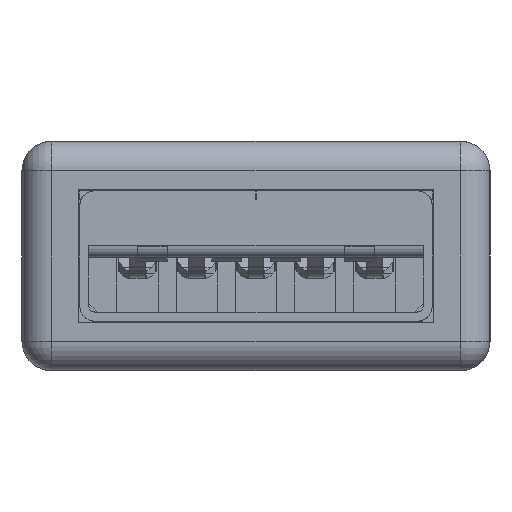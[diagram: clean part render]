
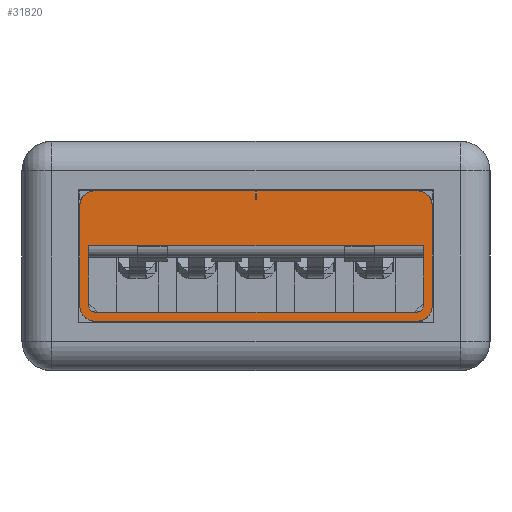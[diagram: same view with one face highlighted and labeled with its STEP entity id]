
A CAD part, left-side view. The second image highlights one B-rep face of the part: STEP entity #31820.
In plain terms, the highlighted planar face has unit normal (-1, 0, 0).
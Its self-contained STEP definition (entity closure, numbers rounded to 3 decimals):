
#727=PLANE('',#33339);
#2074=LINE('',#43544,#4538);
#2086=LINE('',#43570,#4550);
#2089=LINE('',#43578,#4553);
#2090=LINE('',#43584,#4554);
#2091=LINE('',#43586,#4555);
#2194=LINE('',#43914,#4658);
#2198=LINE('',#43922,#4662);
#2199=LINE('',#43924,#4663);
#2200=LINE('',#43928,#4664);
#2201=LINE('',#43932,#4665);
#2202=LINE('',#43936,#4666);
#2203=LINE('',#43940,#4667);
#4538=VECTOR('',#36704,1000.);
#4550=VECTOR('',#36722,1000.);
#4553=VECTOR('',#36731,1000.);
#4554=VECTOR('',#36738,1000.);
#4555=VECTOR('',#36741,1000.);
#4658=VECTOR('',#36996,1000.);
#4662=VECTOR('',#37004,1000.);
#4663=VECTOR('',#37007,1000.);
#4664=VECTOR('',#37010,1000.);
#4665=VECTOR('',#37013,1000.);
#4666=VECTOR('',#37016,1000.);
#4667=VECTOR('',#37019,1000.);
#8559=ORIENTED_EDGE('',*,*,#14190,.F.);
#8560=ORIENTED_EDGE('',*,*,#14189,.T.);
#8561=ORIENTED_EDGE('',*,*,#14186,.F.);
#8562=ORIENTED_EDGE('',*,*,#14184,.F.);
#8563=ORIENTED_EDGE('',*,*,#14182,.F.);
#8564=ORIENTED_EDGE('',*,*,#14172,.F.);
#8565=ORIENTED_EDGE('',*,*,#14326,.T.);
#8566=ORIENTED_EDGE('',*,*,#14169,.T.);
#8567=ORIENTED_EDGE('',*,*,#14330,.F.);
#8568=ORIENTED_EDGE('',*,*,#14331,.F.);
#8569=ORIENTED_EDGE('',*,*,#14332,.F.);
#8570=ORIENTED_EDGE('',*,*,#14333,.F.);
#8571=ORIENTED_EDGE('',*,*,#14334,.F.);
#8572=ORIENTED_EDGE('',*,*,#14335,.F.);
#8573=ORIENTED_EDGE('',*,*,#14336,.F.);
#8574=ORIENTED_EDGE('',*,*,#14337,.F.);
#8575=ORIENTED_EDGE('',*,*,#14338,.F.);
#8576=ORIENTED_EDGE('',*,*,#14339,.F.);
#14169=EDGE_CURVE('',#17266,#17265,#2074,.T.);
#14172=EDGE_CURVE('',#17267,#17268,#18974,.T.);
#14182=EDGE_CURVE('',#17268,#17277,#2086,.T.);
#14184=EDGE_CURVE('',#17277,#17278,#18975,.T.);
#14186=EDGE_CURVE('',#17278,#17279,#2089,.T.);
#14189=EDGE_CURVE('',#17280,#17279,#2090,.T.);
#14190=EDGE_CURVE('',#17280,#17267,#2091,.T.);
#14326=EDGE_CURVE('',#17372,#17266,#2194,.T.);
#14330=EDGE_CURVE('',#17374,#17265,#2198,.T.);
#14331=EDGE_CURVE('',#17375,#17374,#2199,.T.);
#14332=EDGE_CURVE('',#17376,#17375,#19007,.T.);
#14333=EDGE_CURVE('',#17377,#17376,#2200,.T.);
#14334=EDGE_CURVE('',#17378,#17377,#19008,.T.);
#14335=EDGE_CURVE('',#17379,#17378,#2201,.T.);
#14336=EDGE_CURVE('',#17380,#17379,#19009,.T.);
#14337=EDGE_CURVE('',#17381,#17380,#2202,.T.);
#14338=EDGE_CURVE('',#17382,#17381,#19010,.T.);
#14339=EDGE_CURVE('',#17372,#17382,#2203,.T.);
#17265=VERTEX_POINT('',#43543);
#17266=VERTEX_POINT('',#43545);
#17267=VERTEX_POINT('',#43549);
#17268=VERTEX_POINT('',#43551);
#17277=VERTEX_POINT('',#43571);
#17278=VERTEX_POINT('',#43575);
#17279=VERTEX_POINT('',#43579);
#17280=VERTEX_POINT('',#43583);
#17372=VERTEX_POINT('',#43912);
#17374=VERTEX_POINT('',#43921);
#17375=VERTEX_POINT('',#43925);
#17376=VERTEX_POINT('',#43927);
#17377=VERTEX_POINT('',#43929);
#17378=VERTEX_POINT('',#43931);
#17379=VERTEX_POINT('',#43933);
#17380=VERTEX_POINT('',#43935);
#17381=VERTEX_POINT('',#43937);
#17382=VERTEX_POINT('',#43939);
#18974=CIRCLE('',#33252,0.2);
#18975=CIRCLE('',#33255,0.2);
#19007=CIRCLE('',#33340,0.5);
#19008=CIRCLE('',#33341,0.5);
#19009=CIRCLE('',#33342,0.5);
#19010=CIRCLE('',#33343,0.5);
#19980=EDGE_LOOP('',(#8559,#8560,#8561,#8562,#8563,#8564));
#19981=EDGE_LOOP('',(#8565,#8566,#8567,#8568,#8569,#8570,#8571,#8572,#8573,
#8574,#8575,#8576));
#21346=FACE_BOUND('',#19980,.T.);
#21347=FACE_BOUND('',#19981,.T.);
#31820=ADVANCED_FACE('',(#21346,#21347),#727,.T.);
#33252=AXIS2_PLACEMENT_3D('',#43550,#36709,#36710);
#33255=AXIS2_PLACEMENT_3D('',#43574,#36726,#36727);
#33339=AXIS2_PLACEMENT_3D('',#43923,#37005,#37006);
#33340=AXIS2_PLACEMENT_3D('',#43926,#37008,#37009);
#33341=AXIS2_PLACEMENT_3D('',#43930,#37011,#37012);
#33342=AXIS2_PLACEMENT_3D('',#43934,#37014,#37015);
#33343=AXIS2_PLACEMENT_3D('',#43938,#37017,#37018);
#36704=DIRECTION('',(0.,1.,0.));
#36709=DIRECTION('',(-1.,0.,0.));
#36710=DIRECTION('',(0.,0.,1.));
#36722=DIRECTION('',(0.,-1.,0.));
#36726=DIRECTION('',(-1.,0.,0.));
#36727=DIRECTION('',(0.,0.,1.));
#36731=DIRECTION('',(0.,0.,1.));
#36738=DIRECTION('',(0.,-1.,0.));
#36741=DIRECTION('',(0.,0.,-1.));
#36996=DIRECTION('',(0.,0.,-1.));
#37004=DIRECTION('',(0.,0.,-1.));
#37005=DIRECTION('',(-1.,0.,0.));
#37006=DIRECTION('',(0.,0.,1.));
#37007=DIRECTION('',(0.,-1.,0.));
#37008=DIRECTION('',(1.,0.,0.));
#37009=DIRECTION('',(0.,1.,0.));
#37010=DIRECTION('',(0.,0.,1.));
#37011=DIRECTION('',(1.,0.,0.));
#37012=DIRECTION('',(0.,-1.,0.));
#37013=DIRECTION('',(0.,1.,0.));
#37014=DIRECTION('',(1.,0.,0.));
#37015=DIRECTION('',(0.,1.,0.));
#37016=DIRECTION('',(0.,0.,-1.));
#37017=DIRECTION('',(1.,0.,0.));
#37018=DIRECTION('',(0.,1.,0.));
#37019=DIRECTION('',(0.,-1.,0.));
#43543=CARTESIAN_POINT('',(-198.188,2.689,7.492));
#43544=CARTESIAN_POINT('',(-198.188,-2.986,7.492));
#43545=CARTESIAN_POINT('',(-198.188,2.639,7.492));
#43549=CARTESIAN_POINT('',(-198.188,8.314,3.892));
#43550=CARTESIAN_POINT('',(-198.188,8.114,3.892));
#43551=CARTESIAN_POINT('',(-198.188,8.114,3.692));
#43570=CARTESIAN_POINT('',(-198.188,-2.786,3.692));
#43571=CARTESIAN_POINT('',(-198.188,-2.786,3.692));
#43574=CARTESIAN_POINT('',(-198.188,-2.786,3.892));
#43575=CARTESIAN_POINT('',(-198.188,-2.986,3.892));
#43578=CARTESIAN_POINT('',(-198.188,-2.986,7.292));
#43579=CARTESIAN_POINT('',(-198.188,-2.986,5.942));
#43583=CARTESIAN_POINT('',(-198.188,8.314,5.942));
#43584=CARTESIAN_POINT('',(-198.188,-2.986,5.942));
#43586=CARTESIAN_POINT('',(-198.188,8.314,3.892));
#43912=CARTESIAN_POINT('',(-198.188,2.639,7.792));
#43914=CARTESIAN_POINT('',(-198.188,2.639,7.792));
#43921=CARTESIAN_POINT('',(-198.188,2.689,7.792));
#43922=CARTESIAN_POINT('',(-198.188,2.689,7.792));
#43923=CARTESIAN_POINT('',(-198.188,2.664,5.592));
#43924=CARTESIAN_POINT('',(-198.188,8.114,7.792));
#43925=CARTESIAN_POINT('',(-198.188,8.114,7.792));
#43926=CARTESIAN_POINT('',(-198.188,8.114,7.292));
#43927=CARTESIAN_POINT('',(-198.188,8.614,7.292));
#43928=CARTESIAN_POINT('',(-198.188,8.614,3.892));
#43929=CARTESIAN_POINT('',(-198.188,8.614,3.892));
#43930=CARTESIAN_POINT('',(-198.188,8.114,3.892));
#43931=CARTESIAN_POINT('',(-198.188,8.114,3.392));
#43932=CARTESIAN_POINT('',(-198.188,-2.786,3.392));
#43933=CARTESIAN_POINT('',(-198.188,-2.786,3.392));
#43934=CARTESIAN_POINT('',(-198.188,-2.786,3.892));
#43935=CARTESIAN_POINT('',(-198.188,-3.286,3.892));
#43936=CARTESIAN_POINT('',(-198.188,-3.286,7.292));
#43937=CARTESIAN_POINT('',(-198.188,-3.286,7.292));
#43938=CARTESIAN_POINT('',(-198.188,-2.786,7.292));
#43939=CARTESIAN_POINT('',(-198.188,-2.786,7.792));
#43940=CARTESIAN_POINT('',(-198.188,2.639,7.792));
